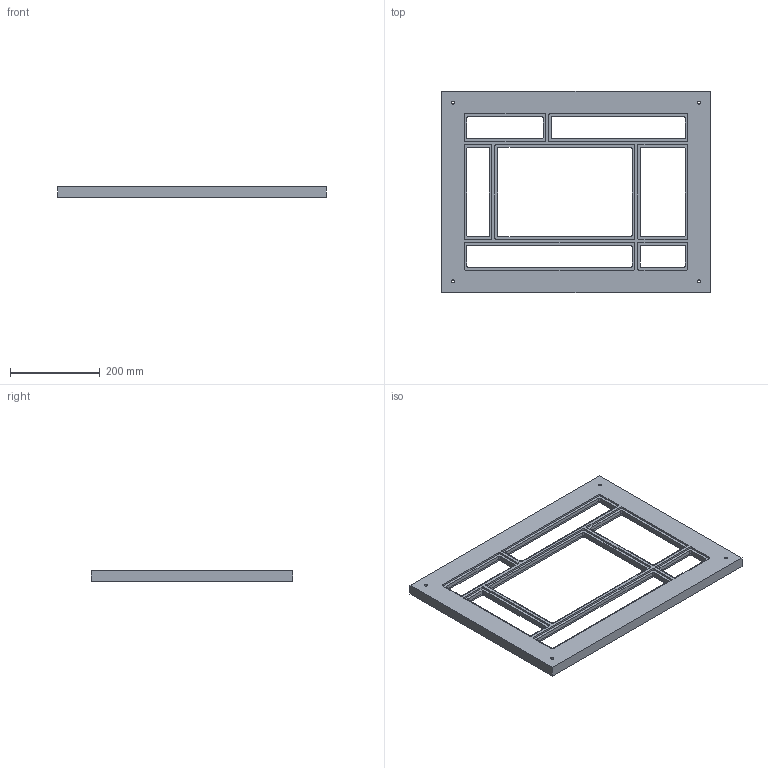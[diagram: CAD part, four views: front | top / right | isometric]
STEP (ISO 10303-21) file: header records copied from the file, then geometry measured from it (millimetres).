
FILE_DESCRIPTION((''),'2;1');
FILE_NAME('20071121-6080-018-A.stp','2007-11-21T15:19:27',('toc'),(''),'Autodesk Inventor 11','Autodesk Inventor 11','');
FILE_SCHEMA(('AUTOMOTIVE_DESIGN { 1 0 10303 214 1 1 1 1 }'));
Length unit declared in the file: millimetre
Products named in the file (1): BOTTOM SIDE STRONGBACKS
Bounding box: 599 x 449 x 23.88 mm (x, y, z)
Volume: 2665013.1 mm3; surface area: 425550.9 mm2
Topology: 1 solids, 1 shells, 192 faces, 532 edges, 356 vertices
Faces by surface type: plane 104, cylinder 84, bspline 4
Entity records: 6247 total; most frequent: CARTESIAN_POINT 1137, DIRECTION 1078, ORIENTED_EDGE 1048, EDGE_CURVE 524, AXIS2_PLACEMENT_3D 365, VERTEX_POINT 352, VECTOR 348, LINE 348
